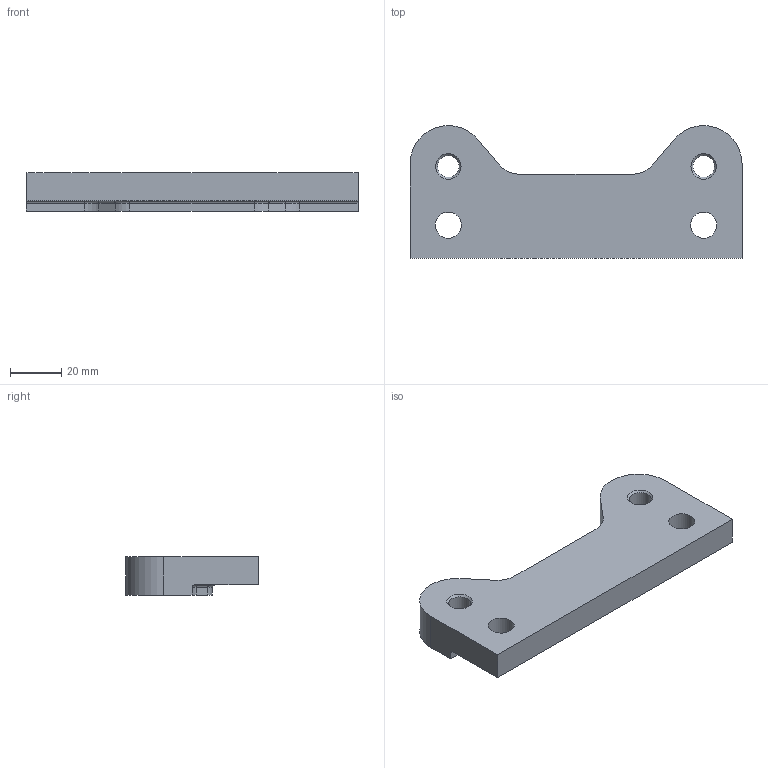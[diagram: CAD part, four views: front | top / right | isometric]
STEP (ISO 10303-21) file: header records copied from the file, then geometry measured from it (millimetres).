
FILE_DESCRIPTION(/* description */ (''),/* implementation_level */ '2;1');
FILE_NAME(/* name */ 'Cale Seicento.stp',/* time_stamp */ '2020-04-12T11:29:34+02:00',/* author */ (''),/* organization */ (''),/* preprocessor_version */ 'ST-DEVELOPER v11',/* originating_system */ 'SIEMENS UGS NX 6.0',/* authorisation */ '');
FILE_SCHEMA (('AUTOMOTIVE_DESIGN { 1 0 10303 214 1 1 1 1 }'));
Length unit declared in the file: millimetre
Products named in the file (1): Cale Seicento
Bounding box: 130 x 52 x 15 mm (x, y, z)
Volume: 64974.7 mm3; surface area: 16797 mm2
Topology: 1 solids, 1 shells, 39 faces, 99 edges, 62 vertices
Faces by surface type: cylinder 17, plane 14, cone 4, torus 4
Full cylindrical faces by diameter (mm): 8.5 x2, 10.2 x2
Entity records: 1179 total; most frequent: DIRECTION 213, CARTESIAN_POINT 193, ORIENTED_EDGE 182, EDGE_CURVE 91, AXIS2_PLACEMENT_3D 82, VERTEX_POINT 62, EDGE_LOOP 55, LINE 49
